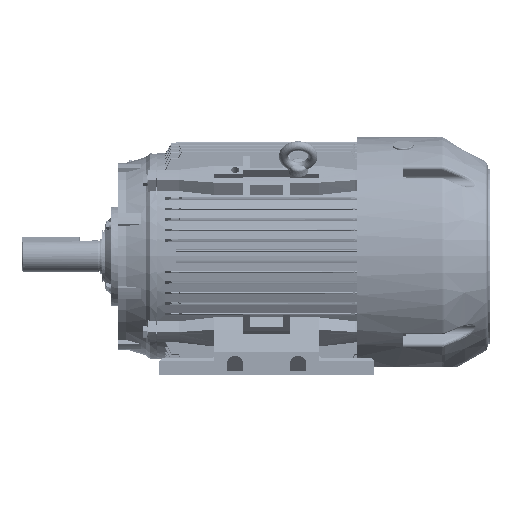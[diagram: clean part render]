
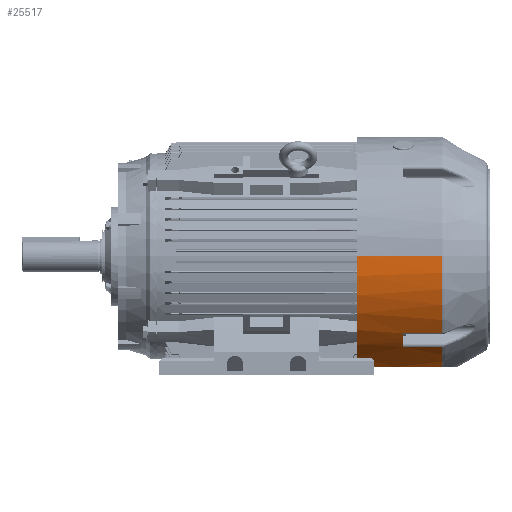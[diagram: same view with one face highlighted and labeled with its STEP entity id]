
A CAD part, front view. The second image highlights one B-rep face of the part: STEP entity #25517.
In plain terms, the highlighted cylindrical face has radius 204 mm (diameter 408 mm), a partial arc.
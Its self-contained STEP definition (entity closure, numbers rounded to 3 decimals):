
#23068 = VERTEX_POINT ( 'NONE', #80256 ) ;
#23079 = VERTEX_POINT ( 'NONE', #80361 ) ;
#23082 = EDGE_CURVE ( 'NONE', #23068, #23079, #80358, .T. ) ;
#25416 = VERTEX_POINT ( 'NONE', #87351 ) ;
#25417 = VERTEX_POINT ( 'NONE', #87350 ) ;
#25459 = ORIENTED_EDGE ( 'NONE', *, *, #25461, .T. ) ;
#25461 = EDGE_CURVE ( 'NONE', #23079, #25464, #87547, .T. ) ;
#25464 = VERTEX_POINT ( 'NONE', #87721 ) ;
#25465 = ORIENTED_EDGE ( 'NONE', *, *, #25466, .T. ) ;
#25466 = EDGE_CURVE ( 'NONE', #25464, #25524, #87718, .T. ) ;
#25478 = EDGE_CURVE ( 'NONE', #25524, #25417, #87686, .T. ) ;
#25479 = ORIENTED_EDGE ( 'NONE', *, *, #25526, .T. ) ;
#25481 = ORIENTED_EDGE ( 'NONE', *, *, #25483, .F. ) ;
#25483 = EDGE_CURVE ( 'NONE', #25486, #25416, #87807, .T. ) ;
#25486 = VERTEX_POINT ( 'NONE', #87799 ) ;
#25488 = ORIENTED_EDGE ( 'NONE', *, *, #25489, .T. ) ;
#25489 = EDGE_CURVE ( 'NONE', #25486, #25490, #87795, .T. ) ;
#25490 = VERTEX_POINT ( 'NONE', #87794 ) ;
#25491 = ORIENTED_EDGE ( 'NONE', *, *, #25492, .F. ) ;
#25492 = EDGE_CURVE ( 'NONE', #25495, #25490, #87791, .T. ) ;
#25495 = VERTEX_POINT ( 'NONE', #87786 ) ;
#25497 = ORIENTED_EDGE ( 'NONE', *, *, #25499, .F. ) ;
#25499 = EDGE_CURVE ( 'NONE', #25500, #25495, #87781, .T. ) ;
#25500 = VERTEX_POINT ( 'NONE', #87862 ) ;
#25517 = ADVANCED_FACE ( 'NONE', ( #87822 ), #87816, .T. ) ;
#25520 = EDGE_LOOP ( 'NONE', ( #25522, #25479, #25481, #25488, #25491, #25497, #25605, #25607, #25459, #25465 ) ) ;
#25522 = ORIENTED_EDGE ( 'NONE', *, *, #25478, .T. ) ;
#25524 = VERTEX_POINT ( 'NONE', #87817 ) ;
#25526 = EDGE_CURVE ( 'NONE', #25417, #25416, #87930, .T. ) ;
#25605 = ORIENTED_EDGE ( 'NONE', *, *, #25606, .T. ) ;
#25606 = EDGE_CURVE ( 'NONE', #25500, #23068, #88184, .T. ) ;
#25607 = ORIENTED_EDGE ( 'NONE', *, *, #23082, .T. ) ;
#80256 = CARTESIAN_POINT ( 'NONE',  ( 144.11, -155.381, 132.185 ) ) ;
#80355 = DIRECTION ( 'NONE',  ( -1., 0., 0. ) ) ;
#80356 = VECTOR ( 'NONE', #80355, 1000. ) ;
#80357 = CARTESIAN_POINT ( 'NONE',  ( 0., -155.381, 132.185 ) ) ;
#80358 = LINE ( 'NONE', #80357, #80356 ) ;
#80361 = CARTESIAN_POINT ( 'NONE',  ( 78., -155.381, 132.185 ) ) ;
#87350 = CARTESIAN_POINT ( 'NONE',  ( 144.11, 0., 204. ) ) ;
#87351 = CARTESIAN_POINT ( 'NONE',  ( 0., 0., 204. ) ) ;
#87547 = CIRCLE ( 'NONE', #87727, 204. ) ;
#87682 = DIRECTION ( 'NONE',  ( 0., 0., 1. ) ) ;
#87683 = DIRECTION ( 'NONE',  ( -1., 0., 0. ) ) ;
#87684 = CARTESIAN_POINT ( 'NONE',  ( 144.11, 0., 0. ) ) ;
#87685 = AXIS2_PLACEMENT_3D ( 'NONE', #87684, #87683, #87682 ) ;
#87686 = CIRCLE ( 'NONE', #87685, 204. ) ;
#87712 = DIRECTION ( 'NONE',  ( 1., 0., 0. ) ) ;
#87714 = VECTOR ( 'NONE', #87712, 1000. ) ;
#87716 = CARTESIAN_POINT ( 'NONE',  ( 0., -132.185, 155.381 ) ) ;
#87718 = LINE ( 'NONE', #87716, #87714 ) ;
#87721 = CARTESIAN_POINT ( 'NONE',  ( 78., -132.185, 155.381 ) ) ;
#87723 = DIRECTION ( 'NONE',  ( 0., 0., 1. ) ) ;
#87725 = DIRECTION ( 'NONE',  ( -1., 0., 0. ) ) ;
#87726 = CARTESIAN_POINT ( 'NONE',  ( 78., 0., 0. ) ) ;
#87727 = AXIS2_PLACEMENT_3D ( 'NONE', #87726, #87725, #87723 ) ;
#87745 = CARTESIAN_POINT ( 'NONE',  ( 5., -190., 74.27 ) ) ;
#87747 = CARTESIAN_POINT ( 'NONE',  ( 4.656, -190., 74.27 ) ) ;
#87749 = CARTESIAN_POINT ( 'NONE',  ( 4.311, -189.986, 74.306 ) ) ;
#87751 = CARTESIAN_POINT ( 'NONE',  ( 3.646, -189.932, 74.445 ) ) ;
#87753 = CARTESIAN_POINT ( 'NONE',  ( 3.325, -189.892, 74.547 ) ) ;
#87755 = CARTESIAN_POINT ( 'NONE',  ( 2.708, -189.787, 74.813 ) ) ;
#87757 = CARTESIAN_POINT ( 'NONE',  ( 2.411, -189.721, 74.979 ) ) ;
#87759 = CARTESIAN_POINT ( 'NONE',  ( 1.869, -189.571, 75.357 ) ) ;
#87761 = CARTESIAN_POINT ( 'NONE',  ( 1.62, -189.487, 75.571 ) ) ;
#87763 = CARTESIAN_POINT ( 'NONE',  ( 1.279, -189.344, 75.926 ) ) ;
#87765 = CARTESIAN_POINT ( 'NONE',  ( 1.171, -189.294, 76.05 ) ) ;
#87767 = CARTESIAN_POINT ( 'NONE',  ( 0.97, -189.192, 76.306 ) ) ;
#87769 = CARTESIAN_POINT ( 'NONE',  ( 0.877, -189.139, 76.437 ) ) ;
#87771 = CARTESIAN_POINT ( 'NONE',  ( 0.618, -188.975, 76.842 ) ) ;
#87773 = CARTESIAN_POINT ( 'NONE',  ( 0.472, -188.859, 77.125 ) ) ;
#87775 = CARTESIAN_POINT ( 'NONE',  ( 0.236, -188.615, 77.72 ) ) ;
#87777 = CARTESIAN_POINT ( 'NONE',  ( 0.147, -188.489, 78.025 ) ) ;
#87779 = CARTESIAN_POINT ( 'NONE',  ( 0.03, -188.233, 78.641 ) ) ;
#87781 = LINE ( 'NONE', #87867, #87865 ) ;
#87786 = CARTESIAN_POINT ( 'NONE',  ( 65., -190., 74.27 ) ) ;
#87787 = DIRECTION ( 'NONE',  ( -1., 0., 0. ) ) ;
#87789 = VECTOR ( 'NONE', #87787, 1000. ) ;
#87790 = CARTESIAN_POINT ( 'NONE',  ( 75., -190., 74.27 ) ) ;
#87791 = LINE ( 'NONE', #87790, #87789 ) ;
#87792 = CARTESIAN_POINT ( 'NONE',  ( 0., -188.102, 78.953 ) ) ;
#87793 = CARTESIAN_POINT ( 'NONE',  ( 0., -187.969, 79.27 ) ) ;
#87794 = CARTESIAN_POINT ( 'NONE',  ( 5., -190., 74.27 ) ) ;
#87795 = B_SPLINE_CURVE_WITH_KNOTS ( 'NONE', 3,
 ( #87793, #87792, #87779, #87777, #87775, #87773, #87771, #87769, #87767, #87765, #87763, #87761, #87759, #87757, #87755, #87753, #87751, #87749, #87747, #87745 ),
 .UNSPECIFIED., .F., .F.,
 ( 4, 2, 2, 2, 2, 2, 2, 2, 2, 4 ),
 ( 0., 0.001, 0.002, 0.003, 0.004, 0.004, 0.005, 0.006, 0.007, 0.008 ),
 .UNSPECIFIED. ) ;
#87799 = CARTESIAN_POINT ( 'NONE',  ( 0., -187.969, 79.27 ) ) ;
#87800 = DIRECTION ( 'NONE',  ( 0., 0., 1. ) ) ;
#87801 = DIRECTION ( 'NONE',  ( -1., 0., 0. ) ) ;
#87803 = CARTESIAN_POINT ( 'NONE',  ( 0., 0., 0. ) ) ;
#87805 = AXIS2_PLACEMENT_3D ( 'NONE', #87803, #87801, #87800 ) ;
#87807 = CIRCLE ( 'NONE', #87805, 204. ) ;
#87811 = DIRECTION ( 'NONE',  ( 0., 0., 1. ) ) ;
#87813 = DIRECTION ( 'NONE',  ( -1., 0., 0. ) ) ;
#87814 = CARTESIAN_POINT ( 'NONE',  ( 0., 0., 0. ) ) ;
#87815 = AXIS2_PLACEMENT_3D ( 'NONE', #87814, #87813, #87811 ) ;
#87816 = CYLINDRICAL_SURFACE ( 'NONE', #87815, 204. ) ;
#87817 = CARTESIAN_POINT ( 'NONE',  ( 144.11, -132.185, 155.381 ) ) ;
#87822 = FACE_OUTER_BOUND ( 'NONE', #25520, .T. ) ;
#87862 = CARTESIAN_POINT ( 'NONE',  ( 144.11, -190., 74.27 ) ) ;
#87863 = DIRECTION ( 'NONE',  ( -1., 0., 0. ) ) ;
#87865 = VECTOR ( 'NONE', #87863, 1000. ) ;
#87867 = CARTESIAN_POINT ( 'NONE',  ( 227., -190., 74.27 ) ) ;
#87926 = DIRECTION ( 'NONE',  ( -1., 0., 0. ) ) ;
#87927 = VECTOR ( 'NONE', #87926, 1000. ) ;
#87928 = CARTESIAN_POINT ( 'NONE',  ( 0., 0., 204. ) ) ;
#87930 = LINE ( 'NONE', #87928, #87927 ) ;
#88180 = DIRECTION ( 'NONE',  ( 0., 0., 1. ) ) ;
#88181 = DIRECTION ( 'NONE',  ( -1., 0., 0. ) ) ;
#88182 = CARTESIAN_POINT ( 'NONE',  ( 144.11, 0., 0. ) ) ;
#88183 = AXIS2_PLACEMENT_3D ( 'NONE', #88182, #88181, #88180 ) ;
#88184 = CIRCLE ( 'NONE', #88183, 204. ) ;
